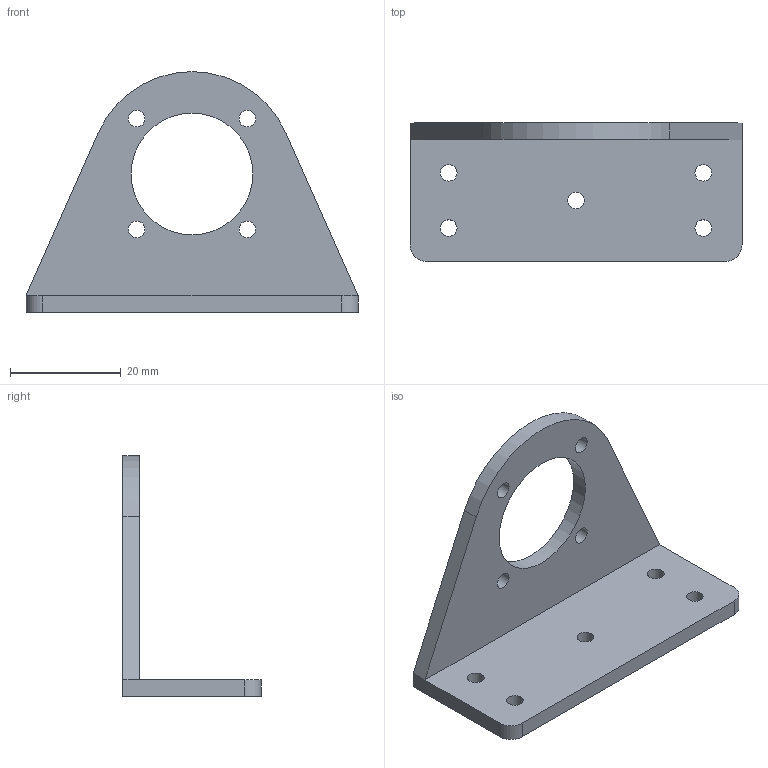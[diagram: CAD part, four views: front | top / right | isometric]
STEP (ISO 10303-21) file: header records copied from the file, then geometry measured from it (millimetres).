
FILE_DESCRIPTION(('FreeCAD Model'),'2;1');
FILE_NAME('Open CASCADE Shape Model','2025-11-28T00:41:32',('Author'),( ''),'Open CASCADE STEP processor 7.8','FreeCAD','Unknown');
FILE_SCHEMA(('AUTOMOTIVE_DESIGN { 1 0 10303 214 1 1 1 1 }'));
Length unit declared in the file: millimetre
Products named in the file (1): Body
Bounding box: 60 x 25 x 43.5 mm (x, y, z)
Volume: 8112.5 mm3; surface area: 6514.1 mm2
Topology: 1 solids, 1 shells, 22 faces, 58 edges, 38 vertices
Faces by surface type: cylinder 13, plane 9
Full cylindrical faces by diameter (mm): 3 x9, 22 x1
Entity records: 754 total; most frequent: DIRECTION 130, CARTESIAN_POINT 119, ORIENTED_EDGE 116, EDGE_CURVE 58, AXIS2_PLACEMENT_3D 49, FACE_BOUND 42, EDGE_LOOP 42, VERTEX_POINT 38
